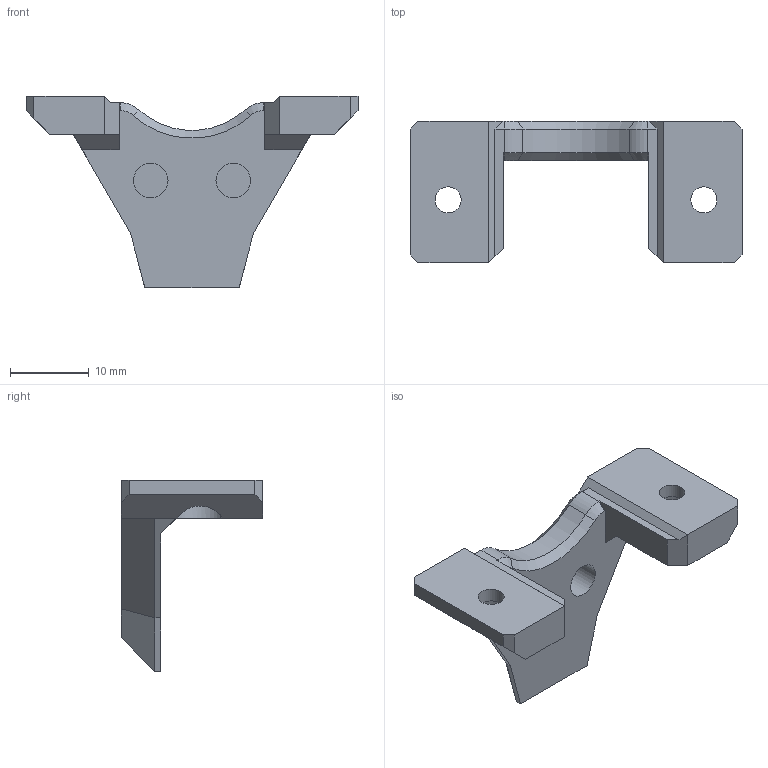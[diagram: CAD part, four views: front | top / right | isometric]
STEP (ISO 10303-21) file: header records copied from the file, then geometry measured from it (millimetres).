
FILE_DESCRIPTION(('FreeCAD Model'),'2;1');
FILE_NAME('Open CASCADE Shape Model','2024-05-11T00:06:39',(''),(''), 'Open CASCADE STEP processor 7.6','FreeCAD','Unknown');
FILE_SCHEMA(('AUTOMOTIVE_DESIGN { 1 0 10303 214 1 1 1 1 }'));
Length unit declared in the file: millimetre
Products named in the file (1): Eddy_Mount
Bounding box: 42.2 x 18 x 24.3 mm (x, y, z)
Volume: 3182.9 mm3; surface area: 2515.5 mm2
Topology: 1 solids, 1 shells, 69 faces, 197 edges, 132 vertices
Faces by surface type: plane 54, cylinder 9, cone 6
Full cylindrical faces by diameter (mm): 3.3 x2, 4.4 x2
Entity records: 2269 total; most frequent: CARTESIAN_POINT 399, ORIENTED_EDGE 394, DIRECTION 369, EDGE_CURVE 197, LINE 165, VECTOR 165, VERTEX_POINT 132, AXIS2_PLACEMENT_3D 102
